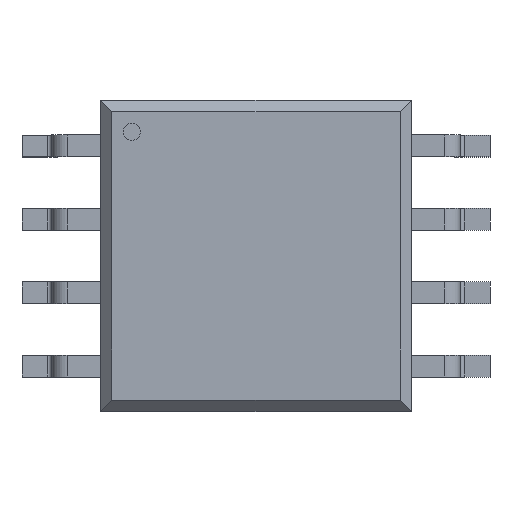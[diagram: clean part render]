
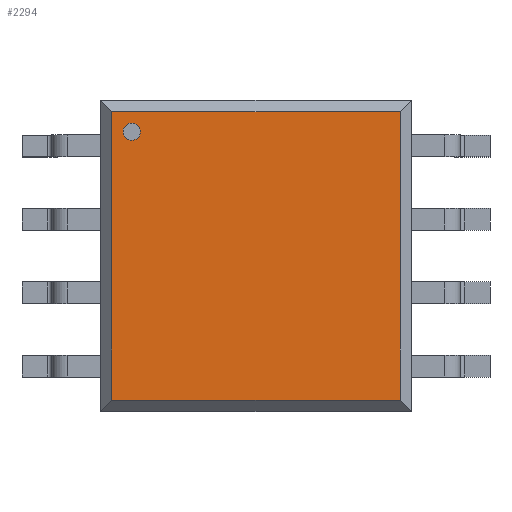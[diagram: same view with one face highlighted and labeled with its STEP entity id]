
A CAD part, top view. The second image highlights one B-rep face of the part: STEP entity #2294.
In plain terms, the highlighted planar face has unit normal (0, 0, 1).
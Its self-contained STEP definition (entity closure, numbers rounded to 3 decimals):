
#18=FACE_BOUND('',#355,.T.);
#88=CIRCLE('',#2470,0.15);
#234=FACE_OUTER_BOUND('',#354,.T.);
#354=EDGE_LOOP('',(#1959,#1960,#1961,#1962));
#355=EDGE_LOOP('',(#1963));
#588=LINE('',#3688,#833);
#593=LINE('',#3698,#838);
#595=LINE('',#3702,#840);
#598=LINE('',#3707,#843);
#833=VECTOR('',#3055,1.);
#838=VECTOR('',#3062,1.);
#840=VECTOR('',#3066,1.);
#843=VECTOR('',#3071,1.);
#1046=VERTEX_POINT('',#3681);
#1047=VERTEX_POINT('',#3686);
#1048=VERTEX_POINT('',#3687);
#1052=VERTEX_POINT('',#3697);
#1053=VERTEX_POINT('',#3701);
#1349=EDGE_CURVE('',#1046,#1046,#88,.T.);
#1350=EDGE_CURVE('',#1047,#1048,#588,.T.);
#1355=EDGE_CURVE('',#1048,#1052,#593,.T.);
#1357=EDGE_CURVE('',#1053,#1047,#595,.T.);
#1360=EDGE_CURVE('',#1052,#1053,#598,.T.);
#1959=ORIENTED_EDGE('',*,*,#1350,.F.);
#1960=ORIENTED_EDGE('',*,*,#1357,.F.);
#1961=ORIENTED_EDGE('',*,*,#1360,.F.);
#1962=ORIENTED_EDGE('',*,*,#1355,.F.);
#1963=ORIENTED_EDGE('',*,*,#1349,.T.);
#2071=PLANE('',#2478);
#2294=ADVANCED_FACE('',(#234,#18),#2071,.T.);
#2470=AXIS2_PLACEMENT_3D('',#3683,#3049,#3050);
#2478=AXIS2_PLACEMENT_3D('',#3719,#3082,#3083);
#3049=DIRECTION('center_axis',(0.,0.,-1.));
#3050=DIRECTION('ref_axis',(1.,0.,0.));
#3055=DIRECTION('',(0.,-1.,0.));
#3062=DIRECTION('',(-1.,0.,0.));
#3066=DIRECTION('',(1.,0.,0.));
#3071=DIRECTION('',(0.,1.,0.));
#3082=DIRECTION('center_axis',(0.,0.,1.));
#3083=DIRECTION('ref_axis',(1.,0.,0.));
#3681=CARTESIAN_POINT('',(-2.3,2.15,1.95));
#3683=CARTESIAN_POINT('Origin',(-2.15,2.15,1.95));
#3686=CARTESIAN_POINT('',(2.495,2.495,1.95));
#3687=CARTESIAN_POINT('',(2.495,-2.495,1.95));
#3688=CARTESIAN_POINT('',(2.495,0.,1.95));
#3697=CARTESIAN_POINT('',(-2.495,-2.495,1.95));
#3698=CARTESIAN_POINT('',(0.,-2.495,1.95));
#3701=CARTESIAN_POINT('',(-2.495,2.495,1.95));
#3702=CARTESIAN_POINT('',(0.,2.495,1.95));
#3707=CARTESIAN_POINT('',(-2.495,0.,1.95));
#3719=CARTESIAN_POINT('Origin',(0.,0.,1.95));
